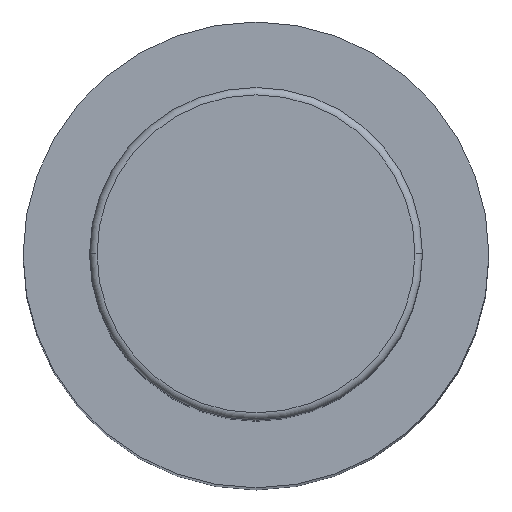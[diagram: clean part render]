
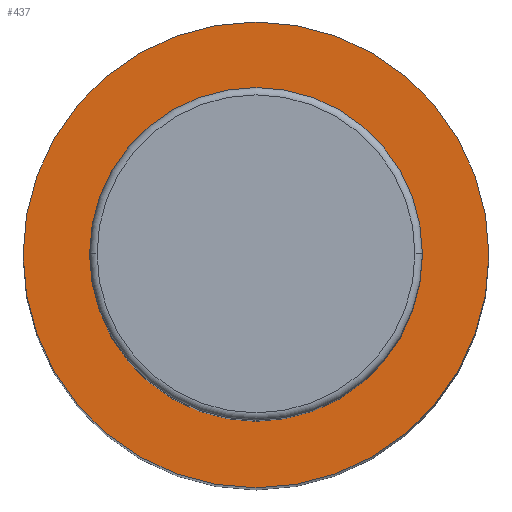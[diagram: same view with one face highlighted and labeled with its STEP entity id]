
A CAD part, top view. The second image highlights one B-rep face of the part: STEP entity #437.
In plain terms, the highlighted planar face has unit normal (0, 0, 1).
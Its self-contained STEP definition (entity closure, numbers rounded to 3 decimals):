
#6 = EDGE_CURVE ( 'NONE', #755, #1273, #104, .T. ) ;
#21 = AXIS2_PLACEMENT_3D ( 'NONE', #287, #1170, #586 ) ;
#55 = CARTESIAN_POINT ( 'NONE',  ( 0., 0., 167. ) ) ;
#95 = AXIS2_PLACEMENT_3D ( 'NONE', #388, #1086, #479 ) ;
#104 = CIRCLE ( 'NONE', #508, 22.5 ) ;
#148 = DIRECTION ( 'NONE',  ( -1., 0., 0. ) ) ;
#169 = ORIENTED_EDGE ( 'NONE', *, *, #817, .F. ) ;
#198 = EDGE_CURVE ( 'NONE', #1273, #755, #422, .T. ) ;
#231 = AXIS2_PLACEMENT_3D ( 'NONE', #753, #515, #972 ) ;
#255 = ORIENTED_EDGE ( 'NONE', *, *, #6, .T. ) ;
#273 = CIRCLE ( 'NONE', #95, 31.5 ) ;
#287 = CARTESIAN_POINT ( 'NONE',  ( -22.5, 0., 167. ) ) ;
#299 = FACE_OUTER_BOUND ( 'NONE', #722, .T. ) ;
#338 = CARTESIAN_POINT ( 'NONE',  ( 22.5, 0., 167. ) ) ;
#388 = CARTESIAN_POINT ( 'NONE',  ( 0., 0., 167. ) ) ;
#390 = CIRCLE ( 'NONE', #971, 31.5 ) ;
#422 = CIRCLE ( 'NONE', #231, 22.5 ) ;
#425 = EDGE_CURVE ( 'NONE', #688, #466, #273, .T. ) ;
#426 = CARTESIAN_POINT ( 'NONE',  ( -31.5, 0., 167. ) ) ;
#437 = ADVANCED_FACE ( 'NONE', ( #831, #299 ), #991, .T. ) ;
#457 = ORIENTED_EDGE ( 'NONE', *, *, #425, .F. ) ;
#466 = VERTEX_POINT ( 'NONE', #897 ) ;
#479 = DIRECTION ( 'NONE',  ( -1., 0., 0. ) ) ;
#508 = AXIS2_PLACEMENT_3D ( 'NONE', #1241, #1084, #1014 ) ;
#515 = DIRECTION ( 'NONE',  ( 0., 0., -1. ) ) ;
#586 = DIRECTION ( 'NONE',  ( 1., 0., 0. ) ) ;
#647 = EDGE_LOOP ( 'NONE', ( #936, #255 ) ) ;
#688 = VERTEX_POINT ( 'NONE', #426 ) ;
#722 = EDGE_LOOP ( 'NONE', ( #457, #169 ) ) ;
#750 = DIRECTION ( 'NONE',  ( 0., 0., -1. ) ) ;
#753 = CARTESIAN_POINT ( 'NONE',  ( 0., 0., 167. ) ) ;
#755 = VERTEX_POINT ( 'NONE', #338 ) ;
#817 = EDGE_CURVE ( 'NONE', #466, #688, #390, .T. ) ;
#831 = FACE_BOUND ( 'NONE', #647, .T. ) ;
#897 = CARTESIAN_POINT ( 'NONE',  ( 31.5, 0., 167. ) ) ;
#936 = ORIENTED_EDGE ( 'NONE', *, *, #198, .T. ) ;
#971 = AXIS2_PLACEMENT_3D ( 'NONE', #55, #750, #148 ) ;
#972 = DIRECTION ( 'NONE',  ( -1., 0., 0. ) ) ;
#991 = PLANE ( 'NONE',  #21 ) ;
#1014 = DIRECTION ( 'NONE',  ( -1., 0., 0. ) ) ;
#1084 = DIRECTION ( 'NONE',  ( 0., 0., -1. ) ) ;
#1086 = DIRECTION ( 'NONE',  ( 0., 0., -1. ) ) ;
#1121 = CARTESIAN_POINT ( 'NONE',  ( -22.5, 0., 167. ) ) ;
#1170 = DIRECTION ( 'NONE',  ( 0., 0., 1. ) ) ;
#1241 = CARTESIAN_POINT ( 'NONE',  ( 0., 0., 167. ) ) ;
#1273 = VERTEX_POINT ( 'NONE', #1121 ) ;
